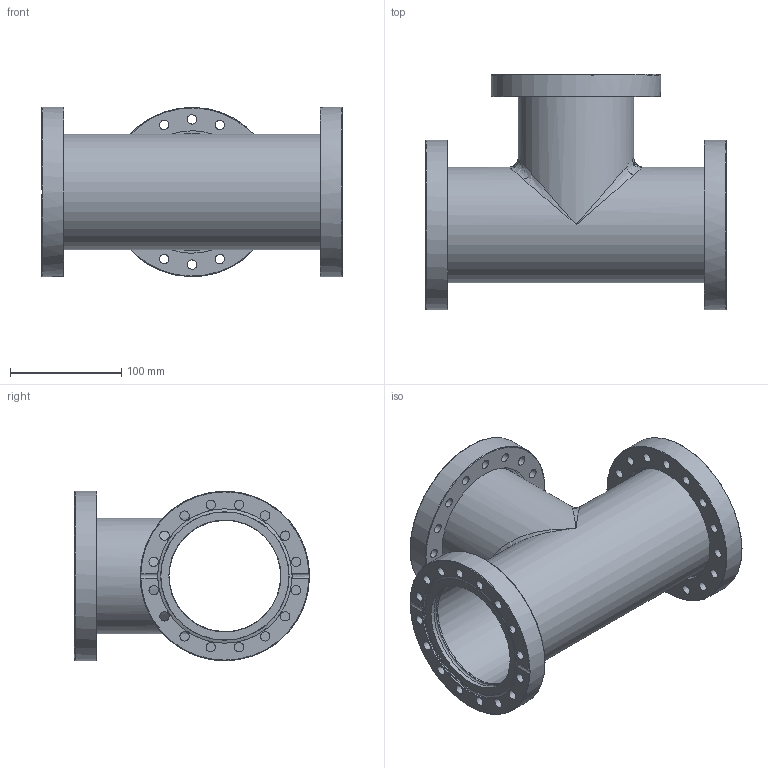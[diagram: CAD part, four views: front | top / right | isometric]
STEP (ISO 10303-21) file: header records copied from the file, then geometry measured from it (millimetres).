
FILE_DESCRIPTION((''),'2;1');
FILE_NAME('TE100RS-316LNS.stp','2009-04-24T11:10:57',('hasers'),(''),'Autodesk Inventor 2008','Autodesk Inventor 2008','');
FILE_SCHEMA(('AUTOMOTIVE_DESIGN { 1 0 10303 214 1 1 1 1 }'));
Length unit declared in the file: millimetre
Products named in the file (5): TE100RS-316LNS; Rohre [Subject [Summary]=T-Collar][Keywords [Summary]=1.4404][Title [Summary]=TEE100-CF]; CF-07 [Keywords [Summary]=1.4429][Company [Summary]=Vacom][Title [Summary]=F100B104]; CF-R [Subject [Summary]=-316LNS][Title [Summary]=F100RIB104]; CF-R [Subject [Summary]=-316LNS][Title [Summary]=F100RO]
Assembly tree (6 placements, depth 2):
  TE100RS-316LNS
    Rohre [Subject [Summary]=T-Collar][Keywords [Summary]=1.4404][Title [Summary]=TEE100-CF]
    CF-07 [Keywords [Summary]=1.4429][Company [Summary]=Vacom][Title [Summary]=F100B104]
    CF-R [Subject [Summary]=-316LNS][Title [Summary]=F100RIB104]  x2
    CF-R [Subject [Summary]=-316LNS][Title [Summary]=F100RO]  x2
Bounding box: 270 x 211 x 152 mm (x, y, z)
Volume: 710731.3 mm3; surface area: 359160.2 mm2
Topology: 6 solids, 6 shells, 136 faces, 394 edges, 264 vertices
Faces by surface type: bspline 69, torus 21, cylinder 20, plane 18, cone 8
Full cylindrical faces by diameter (mm): 100 x2, 100.5 x2, 104 x2, 104.3 x1, 120.4 x2, 120.6 x1, 121.2 x2, 152 x3
Entity records: 4300 total; most frequent: CARTESIAN_POINT 2269, DIRECTION 370, ORIENTED_EDGE 296, EDGE_LOOP 232, AXIS2_PLACEMENT_3D 181, EDGE_CURVE 148, FACE_BOUND 141, VERTEX_POINT 132
